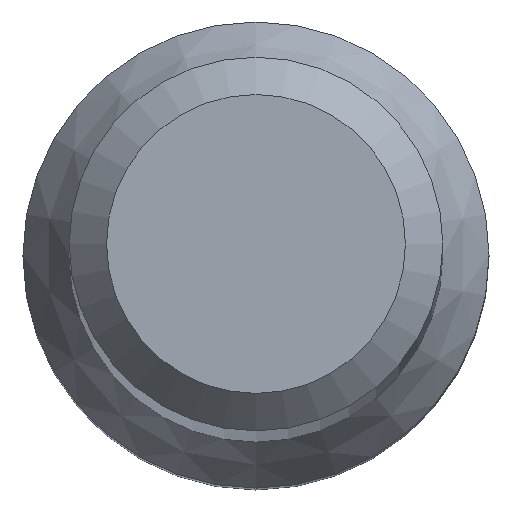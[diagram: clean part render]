
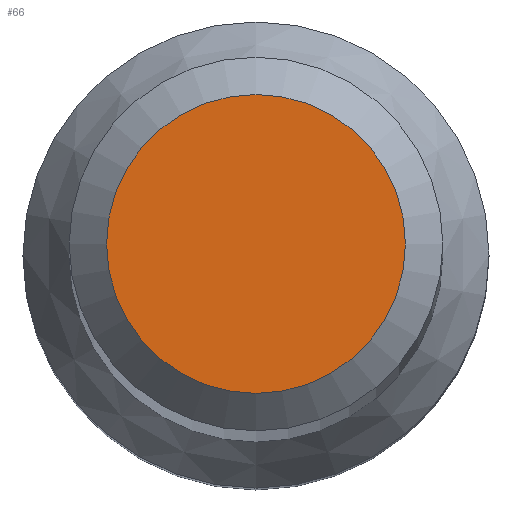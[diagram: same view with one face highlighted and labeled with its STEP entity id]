
A CAD part, top view. The second image highlights one B-rep face of the part: STEP entity #66.
In plain terms, the highlighted planar face has unit normal (0, 0, 1).
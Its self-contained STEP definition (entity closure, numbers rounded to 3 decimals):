
#20 = EDGE_LOOP ( 'NONE', ( #161 ) ) ;
#21 = CARTESIAN_POINT ( 'NONE',  ( 0., 0., 80. ) ) ;
#32 = DIRECTION ( 'NONE',  ( 0., 1., 0. ) ) ;
#36 = AXIS2_PLACEMENT_3D ( 'NONE', #21, #98, #172 ) ;
#45 = EDGE_CURVE ( 'NONE', #103, #103, #71, .T. ) ;
#66 = ADVANCED_FACE ( 'NONE', ( #154 ), #223, .F. ) ;
#71 = CIRCLE ( 'NONE', #36, 1.6 ) ;
#85 = AXIS2_PLACEMENT_3D ( 'NONE', #139, #200, #32 ) ;
#90 = CARTESIAN_POINT ( 'NONE',  ( 0., 1.6, 80. ) ) ;
#98 = DIRECTION ( 'NONE',  ( 0., 0., -1. ) ) ;
#103 = VERTEX_POINT ( 'NONE', #90 ) ;
#139 = CARTESIAN_POINT ( 'NONE',  ( 0., 0., 80. ) ) ;
#154 = FACE_OUTER_BOUND ( 'NONE', #20, .T. ) ;
#161 = ORIENTED_EDGE ( 'NONE', *, *, #45, .F. ) ;
#172 = DIRECTION ( 'NONE',  ( 0., 1., 0. ) ) ;
#200 = DIRECTION ( 'NONE',  ( 0., 0., -1. ) ) ;
#223 = PLANE ( 'NONE',  #85 ) ;
